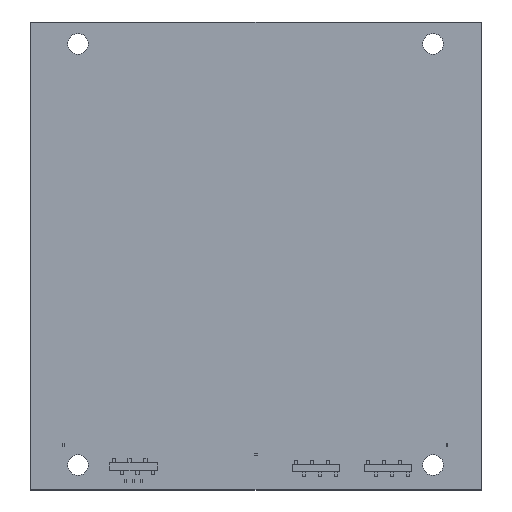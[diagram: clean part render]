
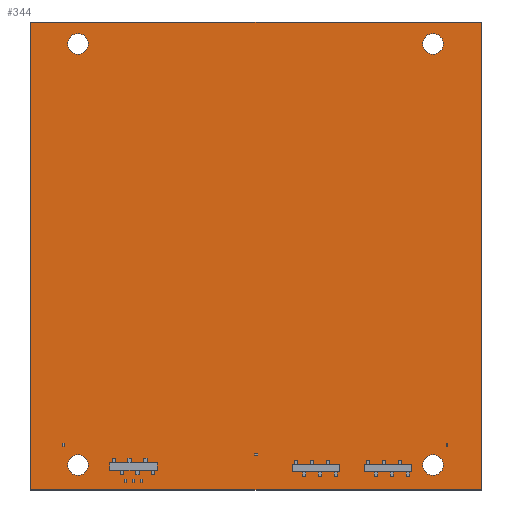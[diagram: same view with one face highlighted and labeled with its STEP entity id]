
A CAD part, top view. The second image highlights one B-rep face of the part: STEP entity #344.
In plain terms, the highlighted planar face has unit normal (0, 0, 1).
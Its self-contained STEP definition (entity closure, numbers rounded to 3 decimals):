
#71 = VERTEX_POINT('',#72);
#72 = CARTESIAN_POINT('',(25.5,42.,0.));
#78 = EDGE_CURVE('',#71,#79,#81,.T.);
#79 = VERTEX_POINT('',#80);
#80 = CARTESIAN_POINT('',(25.5,192.,0.));
#81 = LINE('',#82,#83);
#82 = CARTESIAN_POINT('',(25.5,42.,0.));
#83 = VECTOR('',#84,1.);
#84 = DIRECTION('',(0.,1.,0.));
#109 = EDGE_CURVE('',#79,#110,#112,.T.);
#110 = VERTEX_POINT('',#111);
#111 = CARTESIAN_POINT('',(170.,192.,0.));
#112 = LINE('',#113,#114);
#113 = CARTESIAN_POINT('',(25.5,192.,0.));
#114 = VECTOR('',#115,1.);
#115 = DIRECTION('',(1.,0.,0.));
#140 = EDGE_CURVE('',#110,#141,#143,.T.);
#141 = VERTEX_POINT('',#142);
#142 = CARTESIAN_POINT('',(170.,42.,0.));
#143 = LINE('',#144,#145);
#144 = CARTESIAN_POINT('',(170.,192.,0.));
#145 = VECTOR('',#146,1.);
#146 = DIRECTION('',(0.,-1.,0.));
#171 = EDGE_CURVE('',#141,#71,#172,.T.);
#172 = LINE('',#173,#174);
#173 = CARTESIAN_POINT('',(170.,42.,0.));
#174 = VECTOR('',#175,1.);
#175 = DIRECTION('',(-1.,0.,0.));
#195 = VERTEX_POINT('',#196);
#196 = CARTESIAN_POINT('',(44.02,50.,0.));
#202 = EDGE_CURVE('',#195,#195,#203,.T.);
#203 = CIRCLE('',#204,3.32);
#204 = AXIS2_PLACEMENT_3D('',#205,#206,#207);
#205 = CARTESIAN_POINT('',(40.7,50.,0.));
#206 = DIRECTION('',(0.,0.,1.));
#207 = DIRECTION('',(1.,0.,0.));
#228 = VERTEX_POINT('',#229);
#229 = CARTESIAN_POINT('',(44.02,185.,0.));
#235 = EDGE_CURVE('',#228,#228,#236,.T.);
#236 = CIRCLE('',#237,3.32);
#237 = AXIS2_PLACEMENT_3D('',#238,#239,#240);
#238 = CARTESIAN_POINT('',(40.7,185.,0.));
#239 = DIRECTION('',(0.,0.,1.));
#240 = DIRECTION('',(1.,0.,0.));
#261 = VERTEX_POINT('',#262);
#262 = CARTESIAN_POINT('',(157.82,50.,0.));
#268 = EDGE_CURVE('',#261,#261,#269,.T.);
#269 = CIRCLE('',#270,3.32);
#270 = AXIS2_PLACEMENT_3D('',#271,#272,#273);
#271 = CARTESIAN_POINT('',(154.5,50.,0.));
#272 = DIRECTION('',(0.,0.,1.));
#273 = DIRECTION('',(1.,0.,0.));
#294 = VERTEX_POINT('',#295);
#295 = CARTESIAN_POINT('',(157.82,185.,0.));
#301 = EDGE_CURVE('',#294,#294,#302,.T.);
#302 = CIRCLE('',#303,3.32);
#303 = AXIS2_PLACEMENT_3D('',#304,#305,#306);
#304 = CARTESIAN_POINT('',(154.5,185.,0.));
#305 = DIRECTION('',(0.,0.,1.));
#306 = DIRECTION('',(1.,0.,0.));
#344 = ADVANCED_FACE('',(#345,#351,#354,#357,#360),#363,.T.);
#345 = FACE_BOUND('',#346,.F.);
#346 = EDGE_LOOP('',(#347,#348,#349,#350));
#347 = ORIENTED_EDGE('',*,*,#78,.T.);
#348 = ORIENTED_EDGE('',*,*,#109,.T.);
#349 = ORIENTED_EDGE('',*,*,#140,.T.);
#350 = ORIENTED_EDGE('',*,*,#171,.T.);
#351 = FACE_BOUND('',#352,.T.);
#352 = EDGE_LOOP('',(#353));
#353 = ORIENTED_EDGE('',*,*,#202,.F.);
#354 = FACE_BOUND('',#355,.T.);
#355 = EDGE_LOOP('',(#356));
#356 = ORIENTED_EDGE('',*,*,#235,.F.);
#357 = FACE_BOUND('',#358,.T.);
#358 = EDGE_LOOP('',(#359));
#359 = ORIENTED_EDGE('',*,*,#268,.F.);
#360 = FACE_BOUND('',#361,.T.);
#361 = EDGE_LOOP('',(#362));
#362 = ORIENTED_EDGE('',*,*,#301,.F.);
#363 = PLANE('',#364);
#364 = AXIS2_PLACEMENT_3D('',#365,#366,#367);
#365 = CARTESIAN_POINT('',(25.5,42.,0.));
#366 = DIRECTION('',(0.,0.,1.));
#367 = DIRECTION('',(1.,0.,0.));
